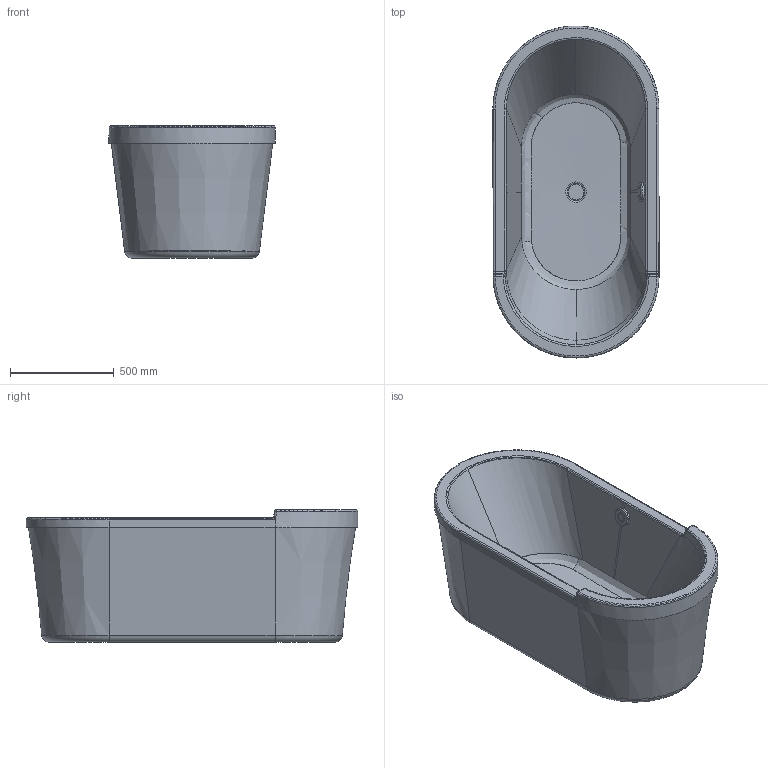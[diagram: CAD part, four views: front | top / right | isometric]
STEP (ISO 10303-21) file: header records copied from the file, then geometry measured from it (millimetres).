
FILE_DESCRIPTION((''),'2;1');
FILE_NAME('700409.stp','2017-07-26T15:03:26',('Administrator'),(''),'Autodesk Inventor 2011','Autodesk Inventor 2011','');
FILE_SCHEMA(('CONFIG_CONTROL_DESIGN'));
Length unit declared in the file: millimetre
Products named in the file (4): 700409; Kelch_Stopfen STARCK BW Bgr; Überlaufventil STARCK BW
Assembly tree (3 placements, depth 2):
  700409
    700409
    Kelch_Stopfen STARCK BW Bgr
    Überlaufventil STARCK BW
Bounding box: 800.64 x 1600 x 640 mm (x, y, z)
Volume: 24445514.2 mm3; surface area: 9443388 mm2
Topology: 5 solids, 5 shells, 131 faces, 1579 edges, 1461 vertices
Faces by surface type: plane 41, bspline 35, cylinder 27, torus 16, cone 12
Full cylindrical faces by diameter (mm): 36.84 x1, 38.514 x1, 43.521 x1, 46.011 x1, 49.116 x1, 51.749 x1, 52 x2, 81.711 x1, 87 x1, 89 x1
Entity records: 21228 total; most frequent: CARTESIAN_POINT 9352, ORIENTED_EDGE 3102, DIRECTION 2300, EDGE_CURVE 1551, VERTEX_POINT 1458, AXIS2_PLACEMENT_3D 1102, CIRCLE 899, B_SPLINE_CURVE_WITH_KNOTS 456
